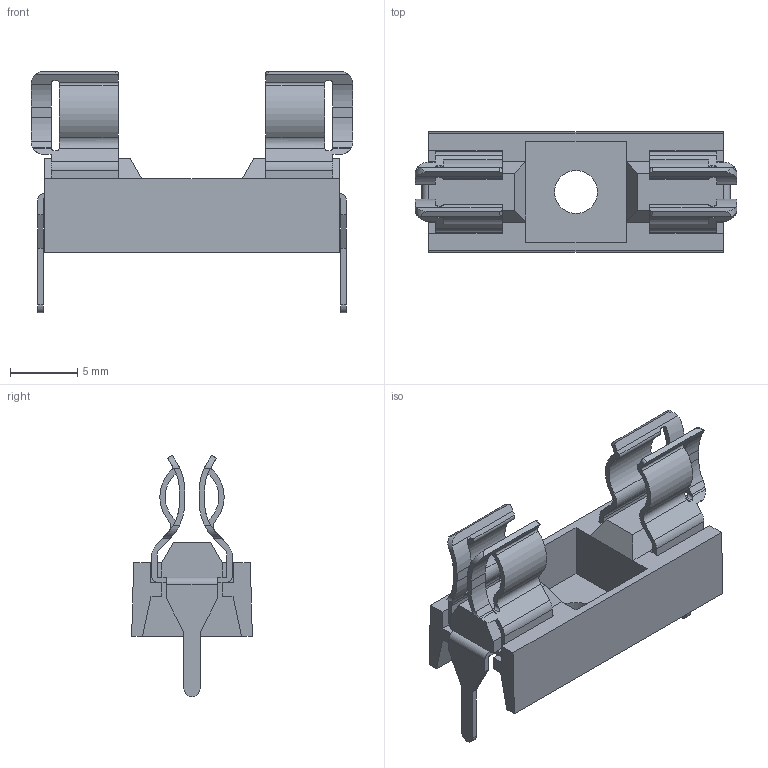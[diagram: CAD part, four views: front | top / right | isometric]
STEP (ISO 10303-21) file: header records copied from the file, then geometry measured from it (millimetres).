
FILE_DESCRIPTION(/* description */ (''),/* implementation_level */ '2;1');
FILE_NAME(/* name */ '696101000002.step',/* time_stamp */ '2022-06-02T00:06:37+01:00',/* author */ (''),/* organization */ (''),/* preprocessor_version */ 'ST-DEVELOPER v19',/* originating_system */ 'Autodesk Translation Framework v11.7.0.108',/* authorisation */ '');
FILE_SCHEMA (('AUTOMOTIVE_DESIGN { 1 0 10303 214 3 1 1 }'));
Length unit declared in the file: millimetre
Products named in the file (1): 696101000002
Bounding box: 24 x 9 x 18 mm (x, y, z)
Volume: 708.3 mm3; surface area: 1638.5 mm2
Topology: 1 solids, 1 shells, 259 faces, 767 edges, 502 vertices
Faces by surface type: plane 164, cylinder 95
Full cylindrical faces by diameter (mm): 3.2 x1
Entity records: 10025 total; most frequent: CARTESIAN_POINT 2677, ORIENTED_EDGE 1534, DIRECTION 1445, EDGE_CURVE 767, LINE 521, VECTOR 521, VERTEX_POINT 502, AXIS2_PLACEMENT_3D 462
